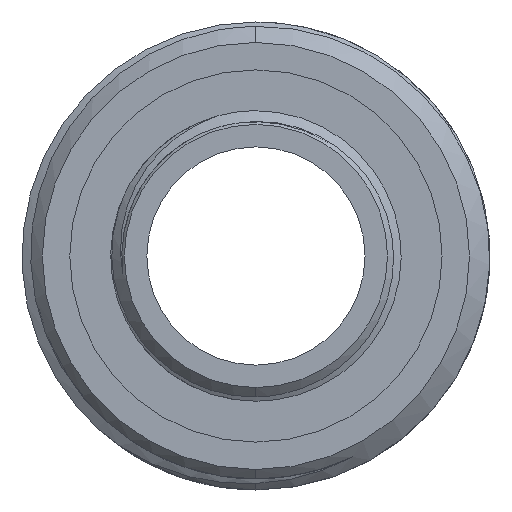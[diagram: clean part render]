
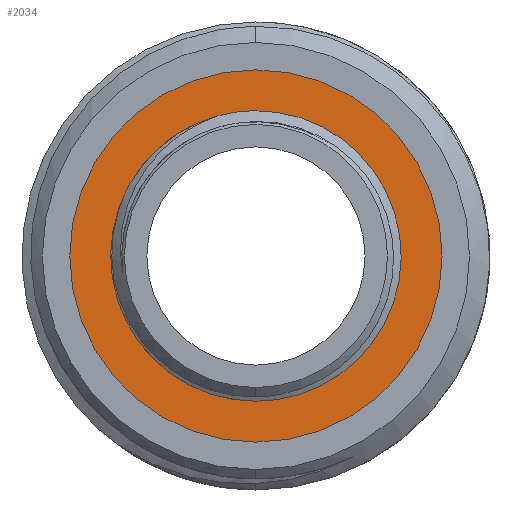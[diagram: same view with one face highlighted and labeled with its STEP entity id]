
A CAD part, left-side view. The second image highlights one B-rep face of the part: STEP entity #2034.
In plain terms, the highlighted planar face has unit normal (-1, 0, 0).
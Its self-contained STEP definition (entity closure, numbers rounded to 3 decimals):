
#103 = EDGE_CURVE ( 'NONE', #3054, #4650, #1812, .T. ) ;
#316 = DIRECTION ( 'NONE',  ( 0., 0., 1. ) ) ;
#414 = AXIS2_PLACEMENT_3D ( 'NONE', #2992, #1020, #316 ) ;
#445 = AXIS2_PLACEMENT_3D ( 'NONE', #3709, #4100, #4410 ) ;
#713 = EDGE_CURVE ( 'NONE', #1676, #4778, #2708, .T. ) ;
#1020 = DIRECTION ( 'NONE',  ( -1., 0., 0. ) ) ;
#1044 = CARTESIAN_POINT ( 'NONE',  ( -13.647, 0., -9.65 ) ) ;
#1108 = DIRECTION ( 'NONE',  ( 0., 0., 1. ) ) ;
#1208 = DIRECTION ( 'NONE',  ( -1., 0., 0. ) ) ;
#1212 = DIRECTION ( 'NONE',  ( -1., 0., 0. ) ) ;
#1218 = CARTESIAN_POINT ( 'NONE',  ( -13.647, 0., -13.65 ) ) ;
#1368 = ORIENTED_EDGE ( 'NONE', *, *, #2919, .F. ) ;
#1555 = CARTESIAN_POINT ( 'NONE',  ( -13.647, 0., 0. ) ) ;
#1589 = AXIS2_PLACEMENT_3D ( 'NONE', #1799, #3273, #4913 ) ;
#1634 = ORIENTED_EDGE ( 'NONE', *, *, #103, .T. ) ;
#1676 = VERTEX_POINT ( 'NONE', #1044 ) ;
#1799 = CARTESIAN_POINT ( 'NONE',  ( -13.647, 13.65, 0. ) ) ;
#1812 = CIRCLE ( 'NONE', #414, 13.65 ) ;
#1840 = AXIS2_PLACEMENT_3D ( 'NONE', #1555, #1212, #2754 ) ;
#1857 = ORIENTED_EDGE ( 'NONE', *, *, #2677, .T. ) ;
#2034 = ADVANCED_FACE ( 'NONE', ( #2130, #3689 ), #2075, .F. ) ;
#2075 = PLANE ( 'NONE',  #1589 ) ;
#2130 = FACE_BOUND ( 'NONE', #2668, .T. ) ;
#2420 = EDGE_LOOP ( 'NONE', ( #1634, #1857 ) ) ;
#2668 = EDGE_LOOP ( 'NONE', ( #1368, #4811 ) ) ;
#2677 = EDGE_CURVE ( 'NONE', #4650, #3054, #3459, .T. ) ;
#2708 = CIRCLE ( 'NONE', #4682, 9.65 ) ;
#2754 = DIRECTION ( 'NONE',  ( 0., 0., 1. ) ) ;
#2778 = CARTESIAN_POINT ( 'NONE',  ( -13.647, 0., 13.65 ) ) ;
#2919 = EDGE_CURVE ( 'NONE', #4778, #1676, #4801, .T. ) ;
#2992 = CARTESIAN_POINT ( 'NONE',  ( -13.647, 0., 0. ) ) ;
#3054 = VERTEX_POINT ( 'NONE', #2778 ) ;
#3096 = CARTESIAN_POINT ( 'NONE',  ( -13.647, 0., 0. ) ) ;
#3273 = DIRECTION ( 'NONE',  ( 1., 0., 0. ) ) ;
#3459 = CIRCLE ( 'NONE', #445, 13.65 ) ;
#3689 = FACE_OUTER_BOUND ( 'NONE', #2420, .T. ) ;
#3709 = CARTESIAN_POINT ( 'NONE',  ( -13.647, 0., 0. ) ) ;
#4100 = DIRECTION ( 'NONE',  ( -1., 0., 0. ) ) ;
#4297 = CARTESIAN_POINT ( 'NONE',  ( -13.647, 0., 9.65 ) ) ;
#4410 = DIRECTION ( 'NONE',  ( 0., 0., 1. ) ) ;
#4650 = VERTEX_POINT ( 'NONE', #1218 ) ;
#4682 = AXIS2_PLACEMENT_3D ( 'NONE', #3096, #1208, #1108 ) ;
#4778 = VERTEX_POINT ( 'NONE', #4297 ) ;
#4801 = CIRCLE ( 'NONE', #1840, 9.65 ) ;
#4811 = ORIENTED_EDGE ( 'NONE', *, *, #713, .F. ) ;
#4913 = DIRECTION ( 'NONE',  ( 0., 0., -1. ) ) ;
